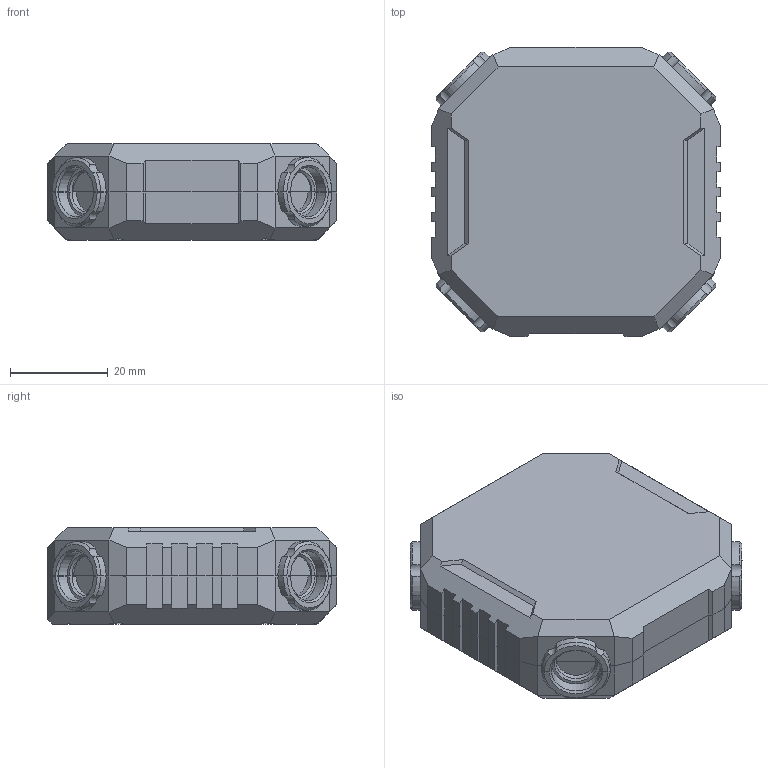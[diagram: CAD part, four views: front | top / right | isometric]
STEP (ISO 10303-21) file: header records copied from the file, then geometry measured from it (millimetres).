
FILE_DESCRIPTION((''),'2;1');
FILE_NAME('1116--0100','2025-03-06T23:16:43',('moone'),(''),'CREO PARAMETRIC BY PTC INC, 2024063','CREO PARAMETRIC BY PTC INC, 2024063','');
FILE_SCHEMA(('CONFIG_CONTROL_DESIGN','SHAPE_APPEARANCE_LAYERS_GROUPS'));
Length unit declared in the file: millimetre
Products named in the file (1): 1116--0100
Bounding box: 59.01 x 59.01 x 19.7 mm (x, y, z)
Volume: 57446.9 mm3; surface area: 17143.5 mm2
Topology: 2 solids, 19 shells, 457 faces, 1273 edges, 854 vertices
Faces by surface type: plane 265, cylinder 136, cone 56
Entity records: 18063 total; most frequent: CARTESIAN_POINT 2966, ORIENTED_EDGE 2514, DIRECTION 2492, EDGE_CURVE 1265, VERTEX_POINT 854, AXIS2_PLACEMENT_3D 845, VECTOR 802, LINE 802
